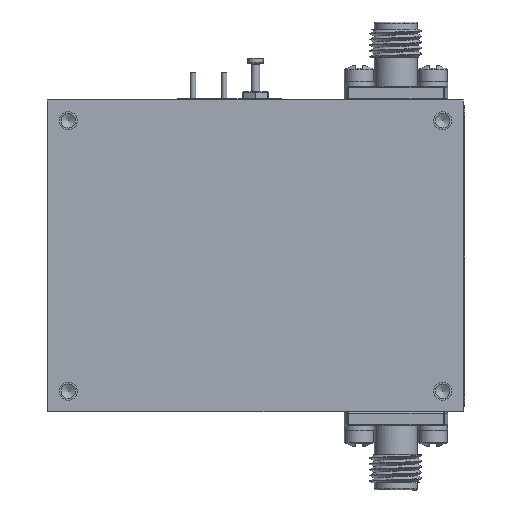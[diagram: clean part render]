
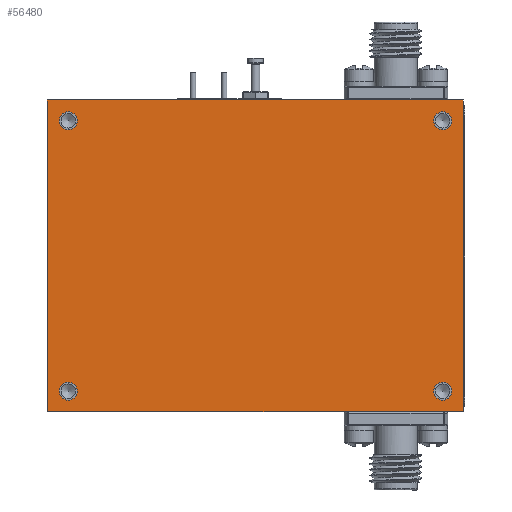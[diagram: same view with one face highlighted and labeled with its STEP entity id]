
A CAD part, front view. The second image highlights one B-rep face of the part: STEP entity #56480.
In plain terms, the highlighted planar face has unit normal (0, -1, 0).
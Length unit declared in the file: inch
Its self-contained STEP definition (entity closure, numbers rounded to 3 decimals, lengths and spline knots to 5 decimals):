
#571 = CARTESIAN_POINT ( 'NONE',  ( 1., 0., 0.75 ) ) ;
#1478 = CARTESIAN_POINT ( 'NONE',  ( 0.9, 0., -0.693 ) ) ;
#2504 = LINE ( 'NONE', #7228, #44867 ) ;
#3423 = CARTESIAN_POINT ( 'NONE',  ( -1., 0., 0.75 ) ) ;
#3796 = EDGE_CURVE ( 'NONE', #28132, #52697, #45835, .T. ) ;
#5576 = FACE_BOUND ( 'NONE', #45593, .T. ) ;
#5767 = ORIENTED_EDGE ( 'NONE', *, *, #48863, .F. ) ;
#5896 = DIRECTION ( 'NONE',  ( 0., 0., -1. ) ) ;
#6739 = CARTESIAN_POINT ( 'NONE',  ( 1., 0., 0.75 ) ) ;
#6754 = VERTEX_POINT ( 'NONE', #36243 ) ;
#7228 = CARTESIAN_POINT ( 'NONE',  ( -1., 0., 0.75 ) ) ;
#7305 = CARTESIAN_POINT ( 'NONE',  ( 0.9, 0., -0.65 ) ) ;
#8140 = VERTEX_POINT ( 'NONE', #46674 ) ;
#9414 = EDGE_CURVE ( 'NONE', #44500, #44500, #54462, .T. ) ;
#10119 = EDGE_CURVE ( 'NONE', #35089, #35089, #36513, .T. ) ;
#10631 = FACE_OUTER_BOUND ( 'NONE', #19524, .T. ) ;
#12283 = CIRCLE ( 'NONE', #47327, 0.043 ) ;
#12684 = DIRECTION ( 'NONE',  ( 0., 0., -1. ) ) ;
#13011 = ORIENTED_EDGE ( 'NONE', *, *, #9414, .F. ) ;
#14533 = CIRCLE ( 'NONE', #39525, 0.043 ) ;
#15214 = VECTOR ( 'NONE', #34503, 39.37008 ) ;
#15581 = EDGE_LOOP ( 'NONE', ( #30959 ) ) ;
#15952 = VECTOR ( 'NONE', #28485, 39.37008 ) ;
#16986 = DIRECTION ( 'NONE',  ( 0., 0., 1. ) ) ;
#17973 = DIRECTION ( 'NONE',  ( 0., 0., -1. ) ) ;
#19524 = EDGE_LOOP ( 'NONE', ( #49961, #22790, #47577, #5767 ) ) ;
#21260 = DIRECTION ( 'NONE',  ( 0., -1., 0. ) ) ;
#22790 = ORIENTED_EDGE ( 'NONE', *, *, #3796, .F. ) ;
#23213 = CARTESIAN_POINT ( 'NONE',  ( -1., 0., -0.75 ) ) ;
#24301 = EDGE_LOOP ( 'NONE', ( #41838 ) ) ;
#25380 = FACE_BOUND ( 'NONE', #15581, .T. ) ;
#26004 = CARTESIAN_POINT ( 'NONE',  ( -0.9, 0., -0.693 ) ) ;
#26477 = DIRECTION ( 'NONE',  ( 0., -1., 0. ) ) ;
#27039 = DIRECTION ( 'NONE',  ( 0., 0., -1. ) ) ;
#27622 = DIRECTION ( 'NONE',  ( 1., 0., 0. ) ) ;
#28132 = VERTEX_POINT ( 'NONE', #57843 ) ;
#28485 = DIRECTION ( 'NONE',  ( -1., 0., 0. ) ) ;
#28731 = EDGE_CURVE ( 'NONE', #34695, #34695, #14533, .T. ) ;
#30959 = ORIENTED_EDGE ( 'NONE', *, *, #28731, .F. ) ;
#31220 = CARTESIAN_POINT ( 'NONE',  ( -0.9, 0., 0.65 ) ) ;
#33410 = EDGE_CURVE ( 'NONE', #36858, #28132, #2504, .T. ) ;
#33620 = CARTESIAN_POINT ( 'NONE',  ( -1., 0., -0.75 ) ) ;
#34156 = CARTESIAN_POINT ( 'NONE',  ( 0., 0., 0. ) ) ;
#34503 = DIRECTION ( 'NONE',  ( 0., 0., -1. ) ) ;
#34695 = VERTEX_POINT ( 'NONE', #43799 ) ;
#35089 = VERTEX_POINT ( 'NONE', #26004 ) ;
#35532 = AXIS2_PLACEMENT_3D ( 'NONE', #56574, #37060, #27039 ) ;
#36243 = CARTESIAN_POINT ( 'NONE',  ( 0.9, 0., 0.607 ) ) ;
#36497 = DIRECTION ( 'NONE',  ( 0., -1., 0. ) ) ;
#36513 = CIRCLE ( 'NONE', #35532, 0.043 ) ;
#36858 = VERTEX_POINT ( 'NONE', #33620 ) ;
#37060 = DIRECTION ( 'NONE',  ( 0., -1., 0. ) ) ;
#38531 = LINE ( 'NONE', #23213, #15952 ) ;
#38722 = EDGE_CURVE ( 'NONE', #52697, #8140, #48633, .T. ) ;
#39525 = AXIS2_PLACEMENT_3D ( 'NONE', #31220, #21260, #17973 ) ;
#39609 = EDGE_CURVE ( 'NONE', #6754, #6754, #12283, .T. ) ;
#40032 = ORIENTED_EDGE ( 'NONE', *, *, #10119, .F. ) ;
#41838 = ORIENTED_EDGE ( 'NONE', *, *, #39609, .F. ) ;
#42086 = VECTOR ( 'NONE', #27622, 39.37008 ) ;
#43799 = CARTESIAN_POINT ( 'NONE',  ( -0.9, 0., 0.607 ) ) ;
#44493 = FACE_BOUND ( 'NONE', #52153, .T. ) ;
#44500 = VERTEX_POINT ( 'NONE', #1478 ) ;
#44833 = AXIS2_PLACEMENT_3D ( 'NONE', #34156, #58088, #5896 ) ;
#44867 = VECTOR ( 'NONE', #16986, 39.37008 ) ;
#45469 = AXIS2_PLACEMENT_3D ( 'NONE', #7305, #36497, #12684 ) ;
#45593 = EDGE_LOOP ( 'NONE', ( #13011 ) ) ;
#45835 = LINE ( 'NONE', #3423, #42086 ) ;
#46674 = CARTESIAN_POINT ( 'NONE',  ( 1., 0., -0.75 ) ) ;
#47327 = AXIS2_PLACEMENT_3D ( 'NONE', #56310, #26477, #60740 ) ;
#47577 = ORIENTED_EDGE ( 'NONE', *, *, #33410, .F. ) ;
#48633 = LINE ( 'NONE', #571, #15214 ) ;
#48863 = EDGE_CURVE ( 'NONE', #8140, #36858, #38531, .T. ) ;
#49961 = ORIENTED_EDGE ( 'NONE', *, *, #38722, .F. ) ;
#52153 = EDGE_LOOP ( 'NONE', ( #40032 ) ) ;
#52697 = VERTEX_POINT ( 'NONE', #6739 ) ;
#54462 = CIRCLE ( 'NONE', #45469, 0.043 ) ;
#56310 = CARTESIAN_POINT ( 'NONE',  ( 0.9, 0., 0.65 ) ) ;
#56480 = ADVANCED_FACE ( 'NONE', ( #44493, #25380, #58706, #5576, #10631 ), #59015, .T. ) ;
#56574 = CARTESIAN_POINT ( 'NONE',  ( -0.9, 0., -0.65 ) ) ;
#57843 = CARTESIAN_POINT ( 'NONE',  ( -1., 0., 0.75 ) ) ;
#58088 = DIRECTION ( 'NONE',  ( 0., -1., 0. ) ) ;
#58706 = FACE_BOUND ( 'NONE', #24301, .T. ) ;
#59015 = PLANE ( 'NONE',  #44833 ) ;
#60740 = DIRECTION ( 'NONE',  ( 0., 0., -1. ) ) ;
